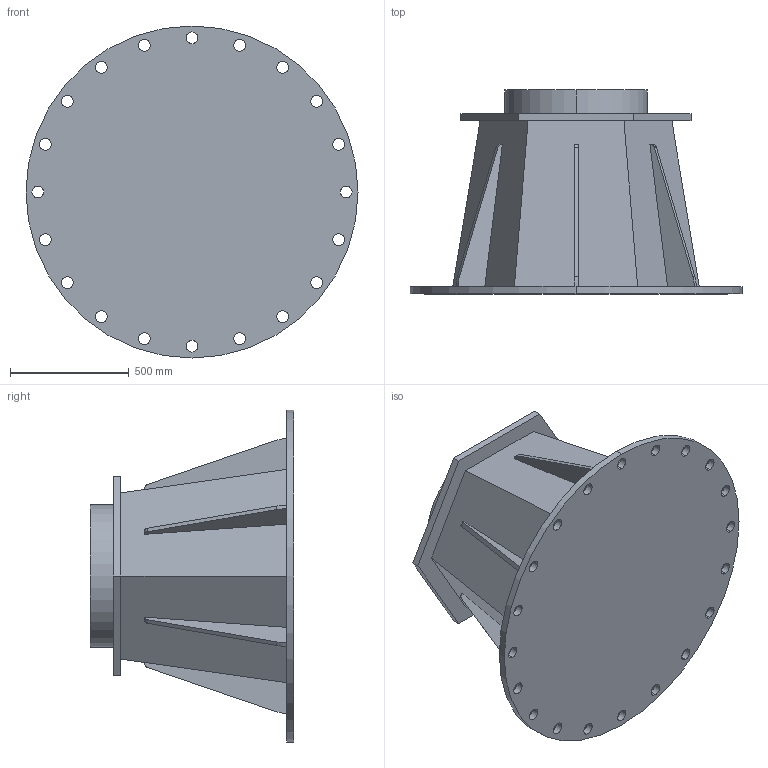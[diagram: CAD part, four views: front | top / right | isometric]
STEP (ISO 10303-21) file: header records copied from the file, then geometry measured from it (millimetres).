
FILE_DESCRIPTION (( 'STEP AP203' ), '1' );
FILE_NAME ('postolje_Default_sldprt.STEP', '2019-03-25T19:16:36', ( '' ), ( '' ), 'SwSTEP 2.0', 'SolidWorks 2018', '' );
FILE_SCHEMA (( 'CONFIG_CONTROL_DESIGN' ));
Length unit declared in the file: millimetre
Products named in the file (1): postolje_Default_sldprt
Bounding box: 1400 x 860 x 1400 mm (x, y, z)
Volume: 486465668.7 mm3; surface area: 6669118.3 mm2
Topology: 2 solids, 2 shells, 92 faces, 258 edges, 172 vertices
Faces by surface type: cylinder 56, plane 36
Entity records: 3169 total; most frequent: DIRECTION 556, CARTESIAN_POINT 523, ORIENTED_EDGE 516, EDGE_CURVE 258, AXIS2_PLACEMENT_3D 205, VERTEX_POINT 172, LINE 146, VECTOR 146
